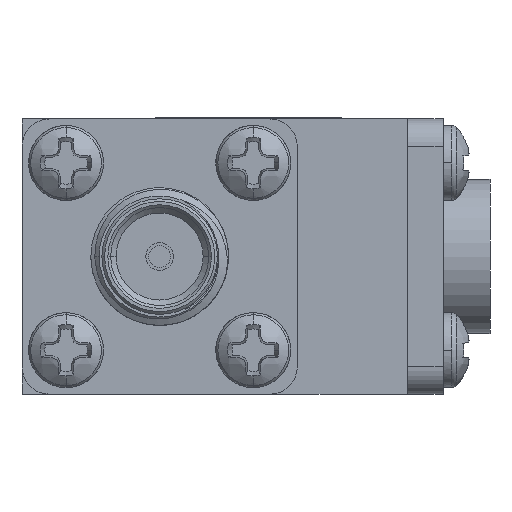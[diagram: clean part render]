
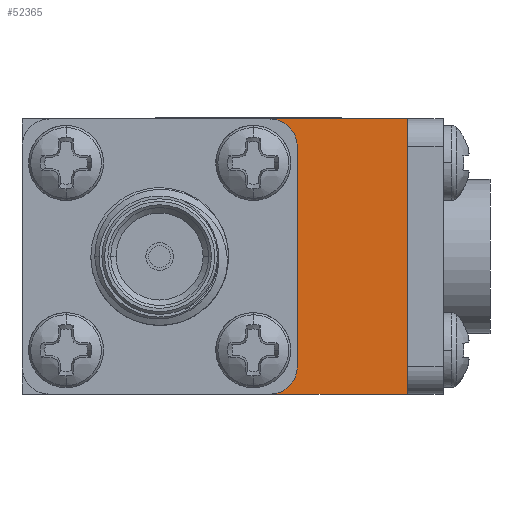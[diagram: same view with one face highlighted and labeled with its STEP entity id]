
A CAD part, left-side view. The second image highlights one B-rep face of the part: STEP entity #52365.
In plain terms, the highlighted planar face has unit normal (-1, 0, 0).
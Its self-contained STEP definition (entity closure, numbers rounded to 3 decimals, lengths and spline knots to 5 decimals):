
#81 = VERTEX_POINT ( 'NONE', #47052 ) ;
#907 = ORIENTED_EDGE ( 'NONE', *, *, #46843, .F. ) ;
#1061 = EDGE_CURVE ( 'NONE', #46820, #3627, #15588, .T. ) ;
#1444 = DIRECTION ( 'NONE',  ( 0., 1., 0. ) ) ;
#1697 = DIRECTION ( 'NONE',  ( 0., 0., 1. ) ) ;
#1774 = LINE ( 'NONE', #28033, #52341 ) ;
#2468 = LINE ( 'NONE', #17678, #46930 ) ;
#3627 = VERTEX_POINT ( 'NONE', #52098 ) ;
#4184 = DIRECTION ( 'NONE',  ( 0., 0., -1. ) ) ;
#5122 = CIRCLE ( 'NONE', #43358, 0.05 ) ;
#5603 = CARTESIAN_POINT ( 'NONE',  ( -0.25, -0.35, -0.2 ) ) ;
#6334 = VERTEX_POINT ( 'NONE', #51546 ) ;
#6338 = DIRECTION ( 'NONE',  ( 1., 0., 0. ) ) ;
#7232 = VERTEX_POINT ( 'NONE', #38911 ) ;
#9485 = CIRCLE ( 'NONE', #12273, 0.05 ) ;
#9660 = VECTOR ( 'NONE', #13931, 39.37008 ) ;
#10354 = EDGE_CURVE ( 'NONE', #81, #6334, #9485, .T. ) ;
#11719 = DIRECTION ( 'NONE',  ( 0., 1., 0. ) ) ;
#12273 = AXIS2_PLACEMENT_3D ( 'NONE', #42183, #33162, #11719 ) ;
#13779 = ORIENTED_EDGE ( 'NONE', *, *, #23299, .T. ) ;
#13931 = DIRECTION ( 'NONE',  ( 0., -1., 0. ) ) ;
#15262 = CARTESIAN_POINT ( 'NONE',  ( -0.25, -0.1, -0.25 ) ) ;
#15588 = LINE ( 'NONE', #29953, #43874 ) ;
#15775 = EDGE_CURVE ( 'NONE', #7232, #35208, #5122, .T. ) ;
#16005 = ORIENTED_EDGE ( 'NONE', *, *, #46245, .F. ) ;
#17054 = LINE ( 'NONE', #40262, #9660 ) ;
#17678 = CARTESIAN_POINT ( 'NONE',  ( -0.25, -0.35, 0.25 ) ) ;
#18260 = VERTEX_POINT ( 'NONE', #5603 ) ;
#18552 = DIRECTION ( 'NONE',  ( 0., 0., 1. ) ) ;
#20328 = PLANE ( 'NONE',  #27172 ) ;
#21989 = EDGE_CURVE ( 'NONE', #18260, #3627, #45977, .T. ) ;
#22175 = DIRECTION ( 'NONE',  ( 0., 0., -1. ) ) ;
#23299 = EDGE_CURVE ( 'NONE', #35208, #44499, #1774, .T. ) ;
#24228 = ORIENTED_EDGE ( 'NONE', *, *, #21989, .T. ) ;
#24665 = DIRECTION ( 'NONE',  ( 0., 1., 0. ) ) ;
#27087 = VECTOR ( 'NONE', #18552, 39.37008 ) ;
#27172 = AXIS2_PLACEMENT_3D ( 'NONE', #29340, #51042, #24665 ) ;
#27480 = CARTESIAN_POINT ( 'NONE',  ( -0.25, -0.35, -0.25 ) ) ;
#28033 = CARTESIAN_POINT ( 'NONE',  ( -0.25, -0.35, -0.25 ) ) ;
#29340 = CARTESIAN_POINT ( 'NONE',  ( -0.25, -0.415, -0.25 ) ) ;
#29953 = CARTESIAN_POINT ( 'NONE',  ( -0.25, -0.35, 0.25 ) ) ;
#31525 = CARTESIAN_POINT ( 'NONE',  ( -0.25, -0.15, -0.25 ) ) ;
#32362 = DIRECTION ( 'NONE',  ( 0., -1., 0. ) ) ;
#33162 = DIRECTION ( 'NONE',  ( 1., 0., 0. ) ) ;
#35038 = ORIENTED_EDGE ( 'NONE', *, *, #15775, .T. ) ;
#35208 = VERTEX_POINT ( 'NONE', #15262 ) ;
#37974 = ORIENTED_EDGE ( 'NONE', *, *, #10354, .T. ) ;
#38911 = CARTESIAN_POINT ( 'NONE',  ( -0.25, -0.15, -0.2 ) ) ;
#40262 = CARTESIAN_POINT ( 'NONE',  ( -0.25, -0.35, 0.25 ) ) ;
#40970 = CARTESIAN_POINT ( 'NONE',  ( -0.25, -0.35, -0.25 ) ) ;
#41793 = EDGE_CURVE ( 'NONE', #18260, #44499, #2468, .T. ) ;
#41906 = VECTOR ( 'NONE', #1697, 39.37008 ) ;
#41984 = EDGE_LOOP ( 'NONE', ( #50488, #24228, #53438, #16005, #37974, #907, #35038, #13779 ) ) ;
#42183 = CARTESIAN_POINT ( 'NONE',  ( -0.25, -0.1, 0.2 ) ) ;
#43358 = AXIS2_PLACEMENT_3D ( 'NONE', #53054, #6338, #1444 ) ;
#43427 = FACE_OUTER_BOUND ( 'NONE', #41984, .T. ) ;
#43874 = VECTOR ( 'NONE', #4184, 39.37008 ) ;
#43972 = CARTESIAN_POINT ( 'NONE',  ( -0.25, -0.35, 0.25 ) ) ;
#44499 = VERTEX_POINT ( 'NONE', #40970 ) ;
#45977 = LINE ( 'NONE', #27480, #41906 ) ;
#46245 = EDGE_CURVE ( 'NONE', #81, #46820, #17054, .T. ) ;
#46820 = VERTEX_POINT ( 'NONE', #43972 ) ;
#46843 = EDGE_CURVE ( 'NONE', #7232, #6334, #47299, .T. ) ;
#46930 = VECTOR ( 'NONE', #22175, 39.37008 ) ;
#47052 = CARTESIAN_POINT ( 'NONE',  ( -0.25, -0.1, 0.25 ) ) ;
#47299 = LINE ( 'NONE', #31525, #27087 ) ;
#50488 = ORIENTED_EDGE ( 'NONE', *, *, #41793, .F. ) ;
#51042 = DIRECTION ( 'NONE',  ( 1., 0., 0. ) ) ;
#51546 = CARTESIAN_POINT ( 'NONE',  ( -0.25, -0.15, 0.2 ) ) ;
#52098 = CARTESIAN_POINT ( 'NONE',  ( -0.25, -0.35, 0.2 ) ) ;
#52341 = VECTOR ( 'NONE', #32362, 39.37008 ) ;
#52365 = ADVANCED_FACE ( 'NONE', ( #43427 ), #20328, .F. ) ;
#53054 = CARTESIAN_POINT ( 'NONE',  ( -0.25, -0.1, -0.2 ) ) ;
#53438 = ORIENTED_EDGE ( 'NONE', *, *, #1061, .F. ) ;
